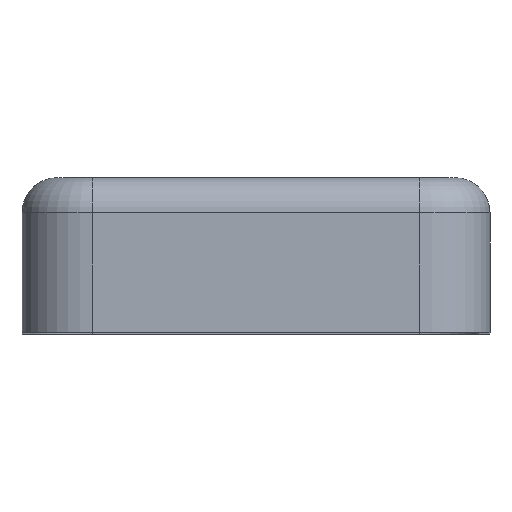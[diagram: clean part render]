
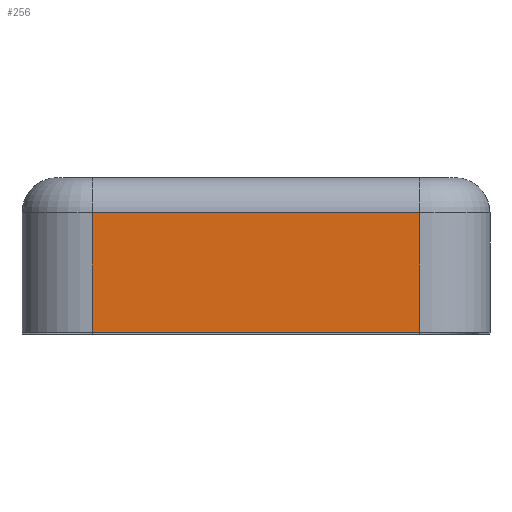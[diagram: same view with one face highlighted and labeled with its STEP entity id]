
A CAD part, top view. The second image highlights one B-rep face of the part: STEP entity #256.
In plain terms, the highlighted planar face has unit normal (0, 0, 1).
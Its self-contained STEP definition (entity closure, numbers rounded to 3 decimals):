
#5 = LINE ( 'NONE', #1649, #2157 ) ;
#67 = LINE ( 'NONE', #2450, #715 ) ;
#115 = VERTEX_POINT ( 'NONE', #657 ) ;
#193 = VECTOR ( 'NONE', #996, 1000. ) ;
#256 = ADVANCED_FACE ( 'NONE', ( #1143 ), #1550, .T. ) ;
#303 = VERTEX_POINT ( 'NONE', #1368 ) ;
#306 = DIRECTION ( 'NONE',  ( 0., 0., 1. ) ) ;
#328 = VERTEX_POINT ( 'NONE', #1800 ) ;
#366 = EDGE_CURVE ( 'NONE', #303, #1840, #67, .T. ) ;
#553 = EDGE_CURVE ( 'NONE', #115, #328, #683, .T. ) ;
#599 = ORIENTED_EDGE ( 'NONE', *, *, #366, .T. ) ;
#657 = CARTESIAN_POINT ( 'NONE',  ( 4.65, -1., 16.65 ) ) ;
#683 = LINE ( 'NONE', #2086, #1893 ) ;
#715 = VECTOR ( 'NONE', #1621, 1000. ) ;
#776 = EDGE_CURVE ( 'NONE', #303, #115, #1523, .T. ) ;
#830 = EDGE_CURVE ( 'NONE', #1840, #328, #5, .T. ) ;
#832 = ORIENTED_EDGE ( 'NONE', *, *, #776, .F. ) ;
#996 = DIRECTION ( 'NONE',  ( 1., 0., 0. ) ) ;
#1070 = DIRECTION ( 'NONE',  ( 0., -1., 0. ) ) ;
#1143 = FACE_OUTER_BOUND ( 'NONE', #1801, .T. ) ;
#1368 = CARTESIAN_POINT ( 'NONE',  ( -4.65, -1., 16.65 ) ) ;
#1523 = LINE ( 'NONE', #2673, #193 ) ;
#1550 = PLANE ( 'NONE',  #1833 ) ;
#1621 = DIRECTION ( 'NONE',  ( 0., -1., 0. ) ) ;
#1649 = CARTESIAN_POINT ( 'NONE',  ( -4.65, -4.4, 16.65 ) ) ;
#1728 = CARTESIAN_POINT ( 'NONE',  ( -4.65, -4.4, 16.65 ) ) ;
#1781 = ORIENTED_EDGE ( 'NONE', *, *, #830, .T. ) ;
#1800 = CARTESIAN_POINT ( 'NONE',  ( 4.65, -4.4, 16.65 ) ) ;
#1801 = EDGE_LOOP ( 'NONE', ( #1781, #2661, #832, #599 ) ) ;
#1833 = AXIS2_PLACEMENT_3D ( 'NONE', #1976, #306, #2189 ) ;
#1840 = VERTEX_POINT ( 'NONE', #1728 ) ;
#1893 = VECTOR ( 'NONE', #1070, 1000. ) ;
#1976 = CARTESIAN_POINT ( 'NONE',  ( -4.65, 0., 16.65 ) ) ;
#2086 = CARTESIAN_POINT ( 'NONE',  ( 4.65, 0., 16.65 ) ) ;
#2101 = DIRECTION ( 'NONE',  ( 1., 0., 0. ) ) ;
#2157 = VECTOR ( 'NONE', #2101, 1000. ) ;
#2189 = DIRECTION ( 'NONE',  ( 1., 0., 0. ) ) ;
#2450 = CARTESIAN_POINT ( 'NONE',  ( -4.65, 0., 16.65 ) ) ;
#2661 = ORIENTED_EDGE ( 'NONE', *, *, #553, .F. ) ;
#2673 = CARTESIAN_POINT ( 'NONE',  ( -4.65, -1., 16.65 ) ) ;
